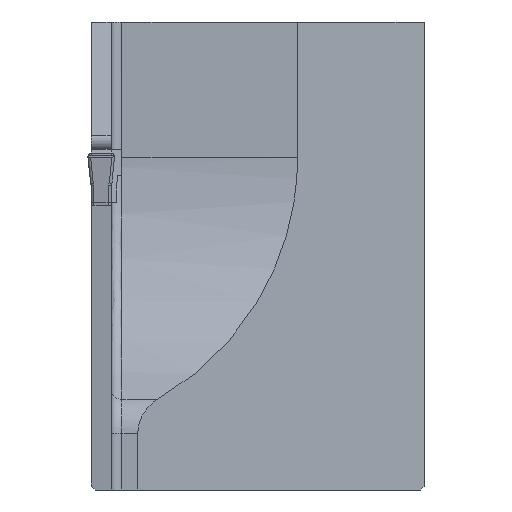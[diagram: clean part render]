
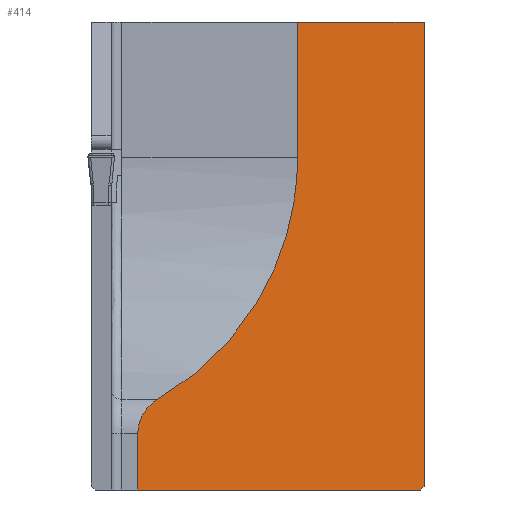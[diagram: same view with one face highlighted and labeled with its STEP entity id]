
A CAD part, left-side view. The second image highlights one B-rep face of the part: STEP entity #414.
In plain terms, the highlighted planar face has unit normal (-0.707, -0.707, 0).
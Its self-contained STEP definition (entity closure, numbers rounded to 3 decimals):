
#353=ELLIPSE('',#1831,4.243,3.);
#356=ELLIPSE('',#1858,29.698,21.);
#414=ADVANCED_FACE('',(#555),#493,.F.);
#493=PLANE('',#1863);
#555=FACE_OUTER_BOUND('',#637,.T.);
#637=EDGE_LOOP('',(#849,#850,#851,#852,#853,#854,#855,#856));
#849=ORIENTED_EDGE('',*,*,#1361,.F.);
#850=ORIENTED_EDGE('',*,*,#1310,.F.);
#851=ORIENTED_EDGE('',*,*,#1307,.F.);
#852=ORIENTED_EDGE('',*,*,#1322,.F.);
#853=ORIENTED_EDGE('',*,*,#1305,.F.);
#854=ORIENTED_EDGE('',*,*,#1318,.F.);
#855=ORIENTED_EDGE('',*,*,#1293,.F.);
#856=ORIENTED_EDGE('',*,*,#1359,.F.);
#1154=VERTEX_POINT('',#2411);
#1155=VERTEX_POINT('',#2413);
#1164=VERTEX_POINT('',#2433);
#1166=VERTEX_POINT('',#2437);
#1168=VERTEX_POINT('',#2442);
#1169=VERTEX_POINT('',#2444);
#1171=VERTEX_POINT('',#2450);
#1196=VERTEX_POINT('',#2541);
#1293=EDGE_CURVE('',#1154,#1155,#1504,.T.);
#1305=EDGE_CURVE('',#1166,#1164,#1516,.T.);
#1307=EDGE_CURVE('',#1168,#1169,#1518,.T.);
#1310=EDGE_CURVE('',#1169,#1171,#353,.T.);
#1318=EDGE_CURVE('',#1155,#1166,#1526,.T.);
#1322=EDGE_CURVE('',#1164,#1168,#1530,.T.);
#1359=EDGE_CURVE('',#1196,#1154,#1562,.T.);
#1361=EDGE_CURVE('',#1171,#1196,#356,.T.);
#1504=LINE('',#2412,#1667);
#1516=LINE('',#2438,#1679);
#1518=LINE('',#2443,#1681);
#1526=LINE('',#2464,#1689);
#1530=LINE('',#2471,#1693);
#1562=LINE('',#2543,#1725);
#1667=VECTOR('',#1979,1.);
#1679=VECTOR('',#1995,1.);
#1681=VECTOR('',#1999,1.);
#1689=VECTOR('',#2017,1.);
#1693=VECTOR('',#2025,1.);
#1725=VECTOR('',#2097,1.);
#1831=AXIS2_PLACEMENT_3D('',#2449,#2004,#2005);
#1858=AXIS2_PLACEMENT_3D('',#2546,#2101,#2102);
#1863=AXIS2_PLACEMENT_3D('',#2561,#2113,#2114);
#1979=DIRECTION('',(0.707,-0.707,0.));
#1995=DIRECTION('',(-0.577,0.577,-0.577));
#1999=DIRECTION('',(0.,0.,1.));
#2004=DIRECTION('',(0.707,0.707,0.));
#2005=DIRECTION('',(-0.707,0.707,0.));
#2017=DIRECTION('',(0.,0.,-1.));
#2025=DIRECTION('',(-0.707,0.707,0.));
#2097=DIRECTION('',(0.,0.,1.));
#2101=DIRECTION('',(-0.707,-0.707,0.));
#2102=DIRECTION('',(-0.707,0.707,0.));
#2113=DIRECTION('',(0.707,0.707,0.));
#2114=DIRECTION('',(0.707,-0.707,0.));
#2411=CARTESIAN_POINT('',(21.,-15.5,10.15));
#2412=CARTESIAN_POINT('',(9.,-3.5,10.15));
#2413=CARTESIAN_POINT('',(30.5,-25.,10.15));
#2433=CARTESIAN_POINT('',(30.2,-24.7,-25.));
#2437=CARTESIAN_POINT('',(30.5,-25.,-24.7));
#2438=CARTESIAN_POINT('',(14.45,-8.95,-40.75));
#2442=CARTESIAN_POINT('',(9.,-3.5,-25.));
#2443=CARTESIAN_POINT('',(9.,-3.5,-29.85));
#2444=CARTESIAN_POINT('',(9.,-3.5,-20.785));
#2449=CARTESIAN_POINT('',(12.,-6.5,-20.785));
#2450=CARTESIAN_POINT('',(10.5,-5.,-18.187));
#2464=CARTESIAN_POINT('',(30.5,-25.,-29.85));
#2471=CARTESIAN_POINT('',(9.,-3.5,-25.));
#2541=CARTESIAN_POINT('',(21.,-15.5,0.));
#2543=CARTESIAN_POINT('',(21.,-15.5,-29.85));
#2546=CARTESIAN_POINT('',(0.,5.5,0.));
#2561=CARTESIAN_POINT('',(9.,-3.5,-29.85));
